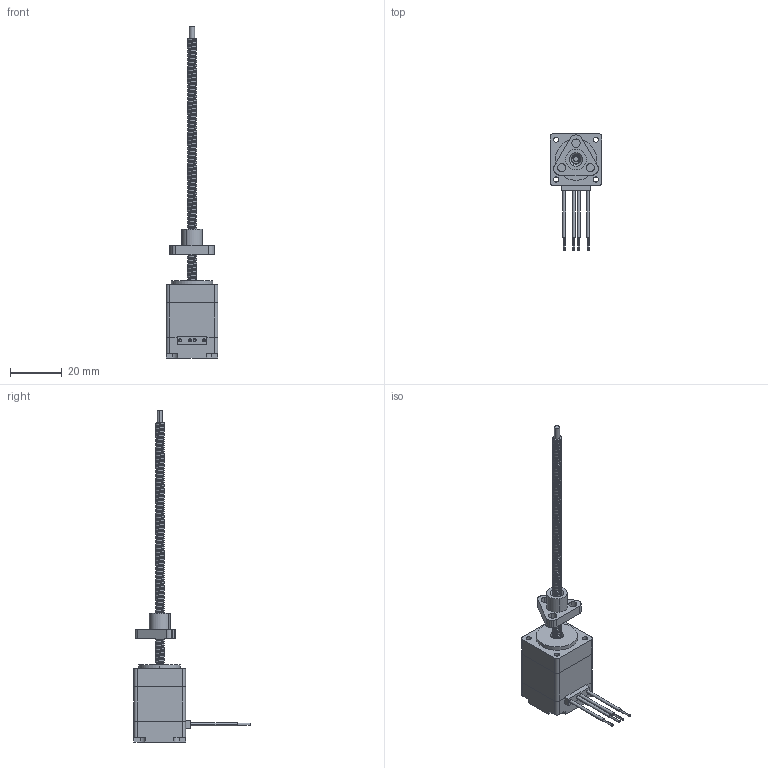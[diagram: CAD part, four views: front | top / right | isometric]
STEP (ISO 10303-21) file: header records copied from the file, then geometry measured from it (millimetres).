
FILE_DESCRIPTION (( 'STEP AP214' ), '1' );
FILE_NAME ('20E228-S1-0504-L100-XXX.STEP', '2023-06-05T00:20:48', ( 'MM' ), ( 'Microsoft' ), 'SwSTEP 2.0', 'SolidWorks 2020', '' );
FILE_SCHEMA (( 'AUTOMOTIVE_DESIGN' ));
Length unit declared in the file: millimetre
Products named in the file (1): 20E228-S1-0504-L100-XXX
Bounding box: 20 x 45 x 128.35 mm (x, y, z)
Volume: 12287.4 mm3; surface area: 7664.4 mm2
Topology: 3 solids, 3 shells, 212 faces, 571 edges, 378 vertices
Faces by surface type: cylinder 151, plane 54, cone 4, bspline 3
Full cylindrical faces by diameter (mm): 3.5 x63
Entity records: 26593 total; most frequent: CARTESIAN_POINT 20709, ORIENTED_EDGE 1142, DIRECTION 1033, EDGE_CURVE 571, AXIS2_PLACEMENT_3D 389, VERTEX_POINT 378, EDGE_LOOP 261, LINE 255
